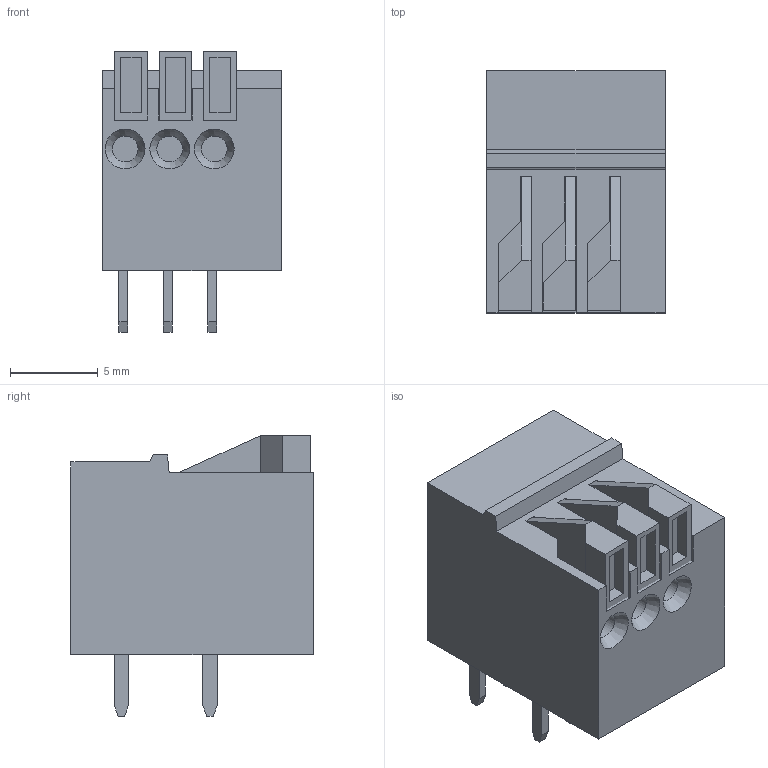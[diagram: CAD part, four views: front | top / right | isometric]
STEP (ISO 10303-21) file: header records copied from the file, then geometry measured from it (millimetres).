
FILE_DESCRIPTION(('FreeCAD Model'),'2;1');
FILE_NAME('Open CASCADE Shape Model','2021-11-01T23:11:11',('Author'),( ''),'Open CASCADE STEP processor 7.5','FreeCAD','Unknown');
FILE_SCHEMA(('AUTOMOTIVE_DESIGN { 1 0 10303 214 1 1 1 1 }'));
Length unit declared in the file: millimetre
Products named in the file (4): Unnamed; Body; Levers; Legs
Assembly tree (3 placements, depth 2):
  Unnamed
    Body
    Levers
    Legs
Bounding box: 10.16 x 13.8 x 16 mm (x, y, z)
Volume: 1491.7 mm3; surface area: 1452.3 mm2
Topology: 3 solids, 3 shells, 136 faces, 348 edges, 227 vertices
Faces by surface type: plane 130, cone 3, cylinder 3
Full cylindrical faces by diameter (mm): 1.467 x3
Entity records: 8639 total; most frequent: CARTESIAN_POINT 1411, DIRECTION 1333, LINE 1029, VECTOR 1029, ORIENTED_EDGE 696, PCURVE 696, DEFINITIONAL_REPRESENTATION 696, EDGE_CURVE 348
